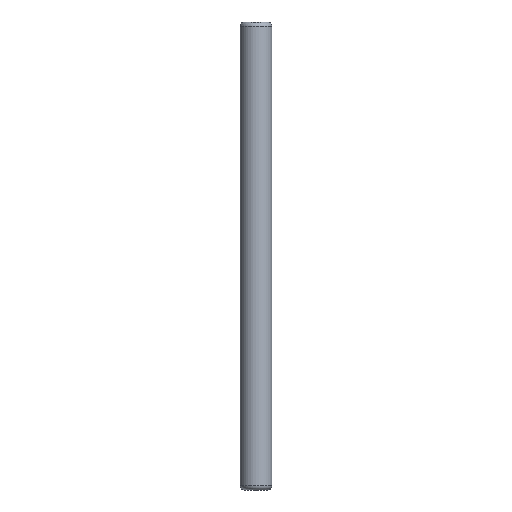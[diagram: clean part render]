
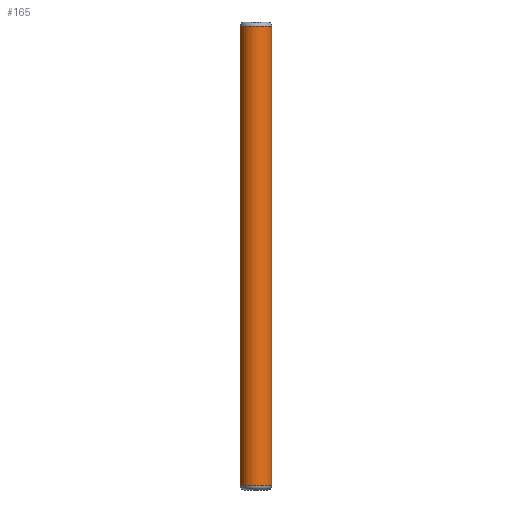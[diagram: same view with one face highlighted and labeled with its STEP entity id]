
A CAD part, front view. The second image highlights one B-rep face of the part: STEP entity #165.
In plain terms, the highlighted cylindrical face has radius 7.5 mm (diameter 15 mm), a partial arc.
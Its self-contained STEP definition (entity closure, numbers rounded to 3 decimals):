
#1 = VECTOR ( 'NONE', #106, 1000. ) ;
#9 = EDGE_CURVE ( 'NONE', #257, #251, #366, .T. ) ;
#18 = CARTESIAN_POINT ( 'NONE',  ( -7.5, 0., 220. ) ) ;
#43 = CARTESIAN_POINT ( 'NONE',  ( 0., 0., 218. ) ) ;
#52 = DIRECTION ( 'NONE',  ( 0., 0., -1. ) ) ;
#59 = EDGE_CURVE ( 'NONE', #257, #78, #285, .T. ) ;
#67 = AXIS2_PLACEMENT_3D ( 'NONE', #211, #52, #170 ) ;
#75 = VERTEX_POINT ( 'NONE', #343 ) ;
#78 = VERTEX_POINT ( 'NONE', #373 ) ;
#80 = DIRECTION ( 'NONE',  ( 0., 0., -1. ) ) ;
#104 = ORIENTED_EDGE ( 'NONE', *, *, #263, .T. ) ;
#106 = DIRECTION ( 'NONE',  ( 0., 0., -1. ) ) ;
#120 = CARTESIAN_POINT ( 'NONE',  ( 0., 0., 2. ) ) ;
#146 = CIRCLE ( 'NONE', #402, 7.5 ) ;
#165 = ADVANCED_FACE ( 'NONE', ( #270 ), #240, .T. ) ;
#166 = LINE ( 'NONE', #18, #404 ) ;
#167 = DIRECTION ( 'NONE',  ( 1., 0., 0. ) ) ;
#170 = DIRECTION ( 'NONE',  ( -1., 0., 0. ) ) ;
#180 = DIRECTION ( 'NONE',  ( 0., 0., 1. ) ) ;
#190 = EDGE_CURVE ( 'NONE', #251, #75, #166, .T. ) ;
#203 = ORIENTED_EDGE ( 'NONE', *, *, #59, .F. ) ;
#211 = CARTESIAN_POINT ( 'NONE',  ( 0., 0., 220. ) ) ;
#217 = CARTESIAN_POINT ( 'NONE',  ( 7.5, 0., 218. ) ) ;
#240 = CYLINDRICAL_SURFACE ( 'NONE', #67, 7.5 ) ;
#244 = DIRECTION ( 'NONE',  ( 0., 0., -1. ) ) ;
#251 = VERTEX_POINT ( 'NONE', #422 ) ;
#257 = VERTEX_POINT ( 'NONE', #217 ) ;
#263 = EDGE_CURVE ( 'NONE', #75, #78, #146, .T. ) ;
#270 = FACE_OUTER_BOUND ( 'NONE', #380, .T. ) ;
#285 = LINE ( 'NONE', #308, #1 ) ;
#297 = ORIENTED_EDGE ( 'NONE', *, *, #9, .T. ) ;
#308 = CARTESIAN_POINT ( 'NONE',  ( 7.5, 0., 220. ) ) ;
#309 = ORIENTED_EDGE ( 'NONE', *, *, #190, .T. ) ;
#319 = DIRECTION ( 'NONE',  ( 1., 0., 0. ) ) ;
#343 = CARTESIAN_POINT ( 'NONE',  ( -7.5, 0., 2. ) ) ;
#351 = AXIS2_PLACEMENT_3D ( 'NONE', #43, #244, #167 ) ;
#366 = CIRCLE ( 'NONE', #351, 7.5 ) ;
#373 = CARTESIAN_POINT ( 'NONE',  ( 7.5, 0., 2. ) ) ;
#380 = EDGE_LOOP ( 'NONE', ( #203, #297, #309, #104 ) ) ;
#402 = AXIS2_PLACEMENT_3D ( 'NONE', #120, #180, #319 ) ;
#404 = VECTOR ( 'NONE', #80, 1000. ) ;
#422 = CARTESIAN_POINT ( 'NONE',  ( -7.5, 0., 218. ) ) ;
